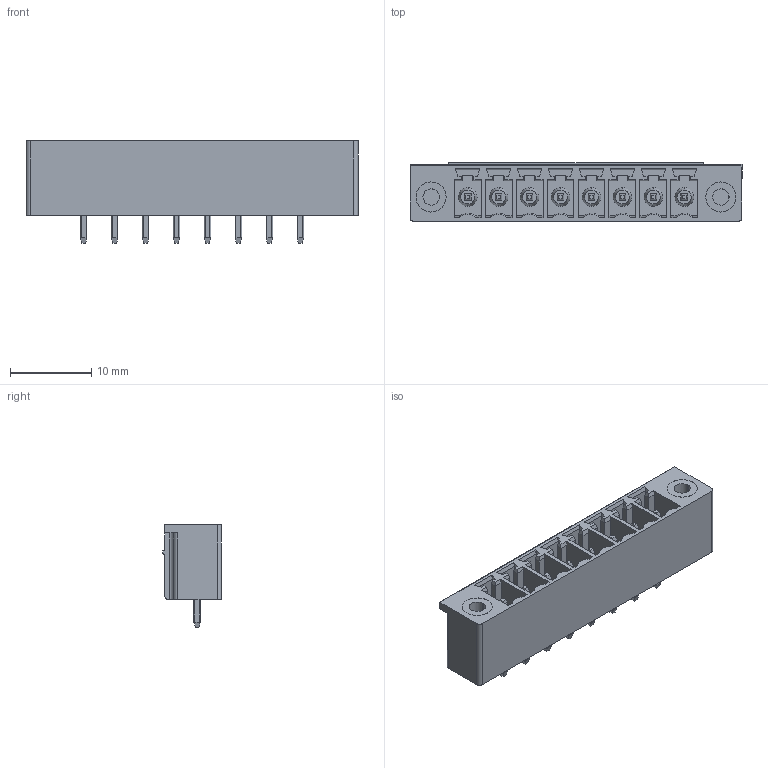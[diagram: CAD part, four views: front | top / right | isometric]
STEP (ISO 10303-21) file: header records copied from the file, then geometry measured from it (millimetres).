
FILE_DESCRIPTION(('STEP AP214'),'1');
FILE_NAME('cctmp_71BDDF29-8C83-4BCF-8C1E-CC702587C580_2023_02_22_10_49_01_0541_9740..stp','2023-02-22T10:49:02',('PHOENIX CONTACT Deutschland GmbH'),('CADClick - www.CADClick.com'),'Spatial InterOp 3D',' ','unknown authorization');
FILE_SCHEMA(('AUTOMOTIVE_DESIGN'));
Length unit declared in the file: millimetre
Products named in the file (10): 2023_02_22_10_49_01_0073; 2023_02_22_10_49_01_0541; 2023_02_22_10_49_01_0526; 2023_02_22_10_49_01_0510; 2023_02_22_10_49_01_0495; 2023_02_22_10_49_01_0479; 2023_02_22_10_49_01_0463; 2023_02_22_10_49_01_0448; 2023_02_22_10_49_01_0432; 2023_02_22_10_49_01_0370
Assembly tree (9 placements, depth 2):
  2023_02_22_10_49_01_0073
    2023_02_22_10_49_01_0541
    2023_02_22_10_49_01_0526
    2023_02_22_10_49_01_0510
    2023_02_22_10_49_01_0495
    2023_02_22_10_49_01_0479
    2023_02_22_10_49_01_0463
    2023_02_22_10_49_01_0448
    2023_02_22_10_49_01_0432
    2023_02_22_10_49_01_0370
Bounding box: 40.87 x 7.25 x 12.6 mm (x, y, z)
Volume: 1600.1 mm3; surface area: 3191.4 mm2
Topology: 9 solids, 9 shells, 974 faces, 2693 edges, 1777 vertices
Faces by surface type: plane 802, cylinder 116, cone 40, sphere 16
Entity records: 61717 total; most frequent: CARTESIAN_POINT 7742, ORIENTED_EDGE 5354, STYLED_ITEM 5203, PRESENTATION_STYLE_ASSIGNMENT 5203, COLOUR_RGB 5203, DIRECTION 4774, EDGE_CURVE 2677, CURVE_STYLE 2592
